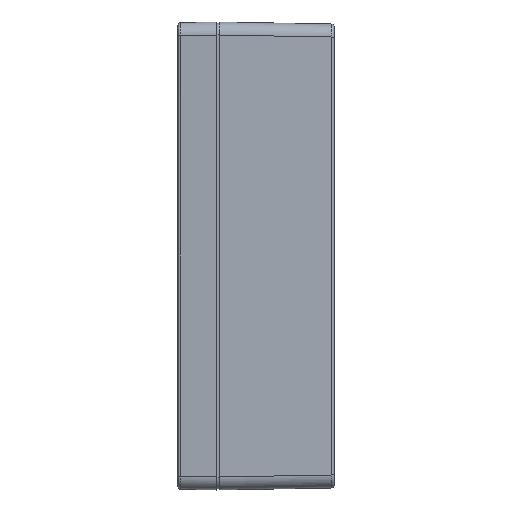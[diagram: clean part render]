
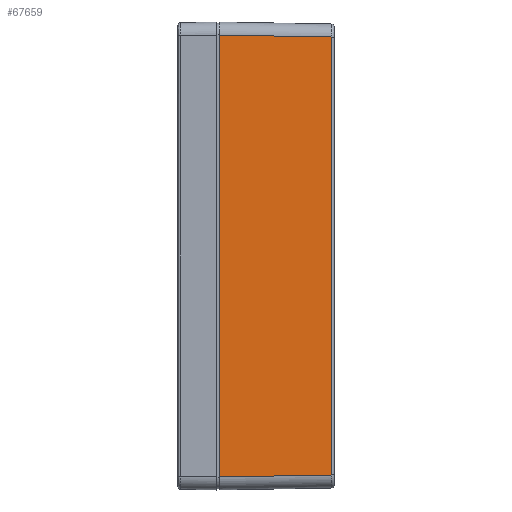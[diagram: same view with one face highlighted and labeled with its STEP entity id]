
A CAD part, left-side view. The second image highlights one B-rep face of the part: STEP entity #67659.
In plain terms, the highlighted planar face has unit normal (-1, -0.018, 0).
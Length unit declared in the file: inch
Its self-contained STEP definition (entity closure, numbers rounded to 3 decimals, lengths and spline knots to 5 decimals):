
#574 = EDGE_CURVE ( 'NONE', #3416, #31308, #76490, .T. ) ;
#852 = VECTOR ( 'NONE', #39583, 39.37008 ) ;
#3416 = VERTEX_POINT ( 'NONE', #59845 ) ;
#6390 = EDGE_LOOP ( 'NONE', ( #9241, #15236, #37389, #72029 ) ) ;
#7481 = CARTESIAN_POINT ( 'NONE',  ( -3.51299, -1.73691, -3.31617 ) ) ;
#7774 = DIRECTION ( 'NONE',  ( -0.017, 1., 0.017 ) ) ;
#9241 = ORIENTED_EDGE ( 'NONE', *, *, #18233, .T. ) ;
#9830 = LINE ( 'NONE', #28626, #852 ) ;
#14701 = CARTESIAN_POINT ( 'NONE',  ( -3.54262, -0.03937, -3.54331 ) ) ;
#15236 = ORIENTED_EDGE ( 'NONE', *, *, #44685, .F. ) ;
#17306 = DIRECTION ( 'NONE',  ( 0., 0., -1. ) ) ;
#18233 = EDGE_CURVE ( 'NONE', #72517, #34302, #56283, .T. ) ;
#19151 = CARTESIAN_POINT ( 'NONE',  ( -3.51299, -1.73691, 3.31617 ) ) ;
#21739 = DIRECTION ( 'NONE',  ( 0., 0., -1. ) ) ;
#23244 = EDGE_CURVE ( 'NONE', #3416, #72517, #67371, .T. ) ;
#24283 = VECTOR ( 'NONE', #7774, 39.37008 ) ;
#28626 = CARTESIAN_POINT ( 'NONE',  ( -3.54229, -0.05838, -3.34547 ) ) ;
#31308 = VERTEX_POINT ( 'NONE', #7481 ) ;
#31699 = PLANE ( 'NONE',  #42321 ) ;
#34302 = VERTEX_POINT ( 'NONE', #35552 ) ;
#35552 = CARTESIAN_POINT ( 'NONE',  ( -3.54262, -0.03937, -3.3458 ) ) ;
#37389 = ORIENTED_EDGE ( 'NONE', *, *, #574, .F. ) ;
#39583 = DIRECTION ( 'NONE',  ( -0.017, 1., -0.017 ) ) ;
#42321 = AXIS2_PLACEMENT_3D ( 'NONE', #56437, #68566, #68959 ) ;
#44685 = EDGE_CURVE ( 'NONE', #31308, #34302, #9830, .T. ) ;
#45143 = VECTOR ( 'NONE', #17306, 39.37008 ) ;
#49888 = CARTESIAN_POINT ( 'NONE',  ( -3.54262, -0.03937, 3.3458 ) ) ;
#51847 = CARTESIAN_POINT ( 'NONE',  ( -3.51299, -1.73691, -1.77165 ) ) ;
#55284 = FACE_OUTER_BOUND ( 'NONE', #6390, .T. ) ;
#56283 = LINE ( 'NONE', #14701, #72755 ) ;
#56437 = CARTESIAN_POINT ( 'NONE',  ( -3.54331, 0., -3.54331 ) ) ;
#59845 = CARTESIAN_POINT ( 'NONE',  ( -3.51299, -1.73691, 3.31617 ) ) ;
#67371 = LINE ( 'NONE', #19151, #24283 ) ;
#67659 = ADVANCED_FACE ( 'NONE', ( #55284 ), #31699, .T. ) ;
#68566 = DIRECTION ( 'NONE',  ( -1., -0.017, 0. ) ) ;
#68959 = DIRECTION ( 'NONE',  ( 0.017, -1., 0. ) ) ;
#72029 = ORIENTED_EDGE ( 'NONE', *, *, #23244, .T. ) ;
#72517 = VERTEX_POINT ( 'NONE', #49888 ) ;
#72755 = VECTOR ( 'NONE', #21739, 39.37008 ) ;
#76490 = LINE ( 'NONE', #51847, #45143 ) ;
